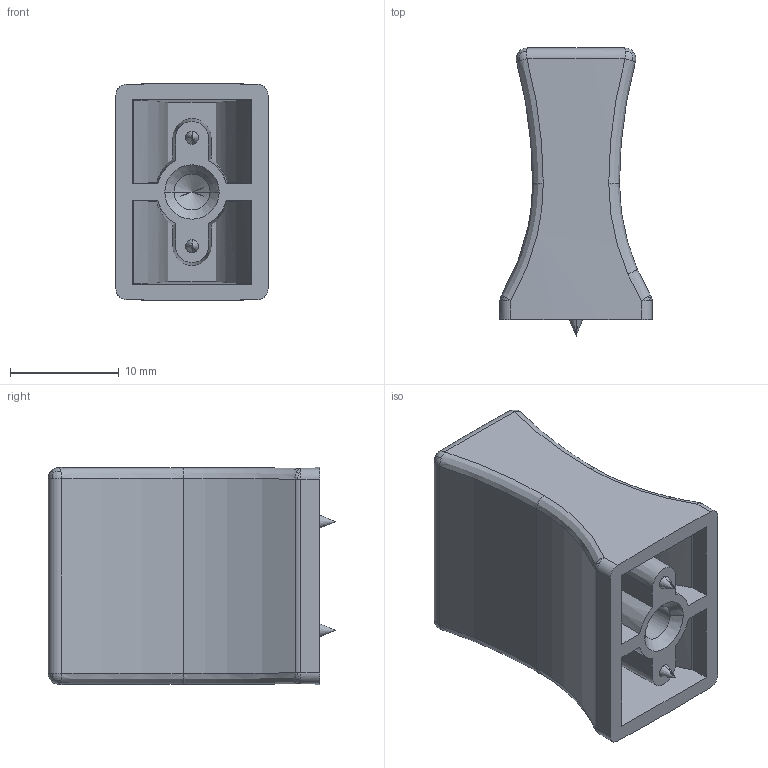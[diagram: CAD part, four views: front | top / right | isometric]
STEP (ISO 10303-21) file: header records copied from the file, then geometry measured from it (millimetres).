
FILE_DESCRIPTION(('Creo Elements/Direct Modeling STEP Export'),'2;1');
FILE_NAME('2561-20.stp','2021-07-02T11:44:47',(''),(''),'Creo Elements/Direct Modeling STEP processor for AP214 (Solid Model)','Creo Elements/Direct Modeling 20.0 12-Nov-2016 (C) Parametric Technology GmbH','');
FILE_SCHEMA(('AUTOMOTIVE_DESIGN { 1 0 10303 214 1 1 1 1 }'));
Length unit declared in the file: millimetre
Products named in the file (2): ZN-11467
Assembly tree (1 placements, depth 2):
  ZN-11467
    ZN-11467
Bounding box: 14 x 26.5 x 19.99 mm (x, y, z)
Volume: 3850 mm3; surface area: 3019.8 mm2
Topology: 1 solids, 1 shells, 101 faces, 256 edges, 157 vertices
Faces by surface type: bspline 34, plane 29, cylinder 22, cone 14, torus 2
Entity records: 5866 total; most frequent: CARTESIAN_POINT 3769, ORIENTED_EDGE 500, DIRECTION 304, EDGE_CURVE 250, VERTEX_POINT 157, EDGE_LOOP 107, AXIS2_PLACEMENT_3D 106, FACE_OUTER_BOUND 101
